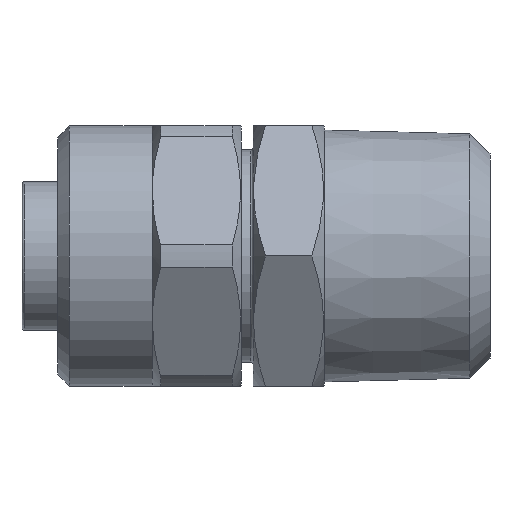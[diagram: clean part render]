
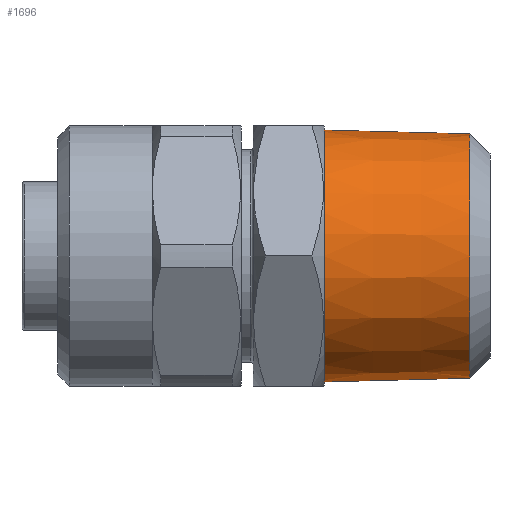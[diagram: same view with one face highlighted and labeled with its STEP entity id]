
A CAD part, left-side view. The second image highlights one B-rep face of the part: STEP entity #1696.
In plain terms, the highlighted conical face has half-angle 1.47 degrees and reference radius 10.626 mm.
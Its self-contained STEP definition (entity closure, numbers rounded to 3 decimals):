
#98 = EDGE_CURVE ( 'NONE', #955, #969, #1353, .T. ) ;
#121 = EDGE_CURVE ( 'NONE', #971, #946, #2222, .T. ) ;
#280 = DIRECTION ( 'NONE',  ( 0., -1., 0. ) ) ;
#295 = CARTESIAN_POINT ( 'NONE',  ( 0., 14., 0. ) ) ;
#311 = DIRECTION ( 'NONE',  ( 0., 0., -1. ) ) ;
#526 = CARTESIAN_POINT ( 'NONE',  ( 0., 1.7, -10.311 ) ) ;
#535 = CARTESIAN_POINT ( 'NONE',  ( 0., 14., 10.626 ) ) ;
#549 = CARTESIAN_POINT ( 'NONE',  ( 0., 14., -10.626 ) ) ;
#551 = CARTESIAN_POINT ( 'NONE',  ( 0., 1.7, 10.311 ) ) ;
#676 = CARTESIAN_POINT ( 'NONE',  ( 0., 1.7, 0. ) ) ;
#677 = DIRECTION ( 'NONE',  ( 0., -1., 0. ) ) ;
#678 = DIRECTION ( 'NONE',  ( 0., 0., -1. ) ) ;
#806 = ORIENTED_EDGE ( 'NONE', *, *, #98, .T. ) ;
#807 = ORIENTED_EDGE ( 'NONE', *, *, #1761, .F. ) ;
#808 = ORIENTED_EDGE ( 'NONE', *, *, #121, .F. ) ;
#809 = ORIENTED_EDGE ( 'NONE', *, *, #1745, .T. ) ;
#912 = EDGE_LOOP ( 'NONE', ( #807, #808, #809, #806 ) ) ;
#946 = VERTEX_POINT ( 'NONE', #526 ) ;
#955 = VERTEX_POINT ( 'NONE', #535 ) ;
#969 = VERTEX_POINT ( 'NONE', #549 ) ;
#971 = VERTEX_POINT ( 'NONE', #551 ) ;
#1259 = FACE_OUTER_BOUND ( 'NONE', #912, .T. ) ;
#1288 = LINE ( 'NONE', #2111, #2251 ) ;
#1297 = LINE ( 'NONE', #1870, #1828 ) ;
#1353 = CIRCLE ( 'NONE', #1380, 10.626 ) ;
#1380 = AXIS2_PLACEMENT_3D ( 'NONE', #295, #280, #311 ) ;
#1599 = CARTESIAN_POINT ( 'NONE',  ( 0., 14., 0. ) ) ;
#1600 = DIRECTION ( 'NONE',  ( 0., 1., 0. ) ) ;
#1601 = DIRECTION ( 'NONE',  ( 0., 0., 1. ) ) ;
#1696 = ADVANCED_FACE ( 'NONE', ( #1259 ), #2191, .T. ) ;
#1745 = EDGE_CURVE ( 'NONE', #971, #955, #1288, .T. ) ;
#1761 = EDGE_CURVE ( 'NONE', #946, #969, #1297, .T. ) ;
#1828 = VECTOR ( 'NONE', #1871, 1000. ) ;
#1870 = CARTESIAN_POINT ( 'NONE',  ( 0., 14., -10.626 ) ) ;
#1871 = DIRECTION ( 'NONE',  ( 0., 1., -0.026 ) ) ;
#2111 = CARTESIAN_POINT ( 'NONE',  ( 0., 14., 10.626 ) ) ;
#2112 = DIRECTION ( 'NONE',  ( 0., 1., 0.026 ) ) ;
#2191 = CONICAL_SURFACE ( 'NONE', #2206, 10.626, 0.026 ) ;
#2206 = AXIS2_PLACEMENT_3D ( 'NONE', #1599, #1600, #1601 ) ;
#2209 = AXIS2_PLACEMENT_3D ( 'NONE', #676, #677, #678 ) ;
#2222 = CIRCLE ( 'NONE', #2209, 10.311 ) ;
#2251 = VECTOR ( 'NONE', #2112, 1000. ) ;
